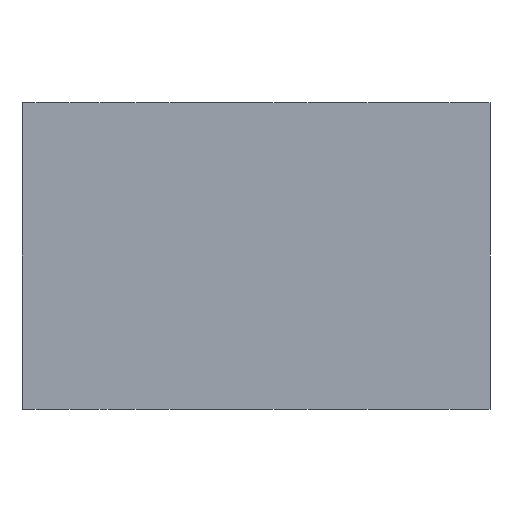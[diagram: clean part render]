
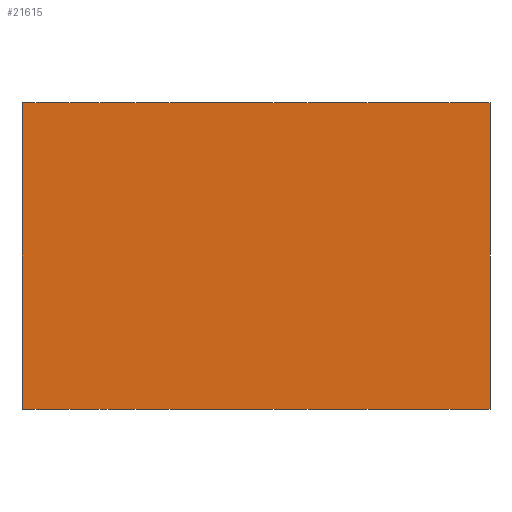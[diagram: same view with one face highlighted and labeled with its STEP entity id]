
A CAD part, front view. The second image highlights one B-rep face of the part: STEP entity #21615.
In plain terms, the highlighted planar face has unit normal (0, -1, 0).
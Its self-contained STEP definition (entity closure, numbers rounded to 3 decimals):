
#524 = DIRECTION ( 'NONE',  ( 0., 1., 0. ) ) ;
#1665 = LINE ( 'NONE', #12215, #11537 ) ;
#4045 = EDGE_CURVE ( 'NONE', #20066, #9294, #16905, .T. ) ;
#4408 = VECTOR ( 'NONE', #19021, 1000. ) ;
#4608 = DIRECTION ( 'NONE',  ( -1., 0., 0. ) ) ;
#5044 = ORIENTED_EDGE ( 'NONE', *, *, #4045, .F. ) ;
#5063 = CARTESIAN_POINT ( 'NONE',  ( -61., 0., 40. ) ) ;
#5675 = CARTESIAN_POINT ( 'NONE',  ( 61., 0., 40. ) ) ;
#6211 = CARTESIAN_POINT ( 'NONE',  ( -61., 0., 40. ) ) ;
#9073 = LINE ( 'NONE', #17113, #11064 ) ;
#9294 = VERTEX_POINT ( 'NONE', #14158 ) ;
#9424 = AXIS2_PLACEMENT_3D ( 'NONE', #6211, #524, #4608 ) ;
#10872 = CARTESIAN_POINT ( 'NONE',  ( -61., 0., -40. ) ) ;
#11064 = VECTOR ( 'NONE', #16733, 1000. ) ;
#11537 = VECTOR ( 'NONE', #25915, 1000. ) ;
#12215 = CARTESIAN_POINT ( 'NONE',  ( -61., 0., 40. ) ) ;
#13248 = LINE ( 'NONE', #10872, #4408 ) ;
#13360 = DIRECTION ( 'NONE',  ( 0., 0., -1. ) ) ;
#14158 = CARTESIAN_POINT ( 'NONE',  ( 61., 0., -40. ) ) ;
#15845 = VECTOR ( 'NONE', #13360, 1000. ) ;
#16099 = PLANE ( 'NONE',  #9424 ) ;
#16733 = DIRECTION ( 'NONE',  ( 0., 0., -1. ) ) ;
#16905 = LINE ( 'NONE', #25077, #15845 ) ;
#17113 = CARTESIAN_POINT ( 'NONE',  ( -61., 0., 40. ) ) ;
#17272 = ORIENTED_EDGE ( 'NONE', *, *, #18268, .T. ) ;
#18027 = ORIENTED_EDGE ( 'NONE', *, *, #20839, .F. ) ;
#18268 = EDGE_CURVE ( 'NONE', #19067, #9294, #13248, .T. ) ;
#19021 = DIRECTION ( 'NONE',  ( 1., 0., 0. ) ) ;
#19067 = VERTEX_POINT ( 'NONE', #23657 ) ;
#20066 = VERTEX_POINT ( 'NONE', #5675 ) ;
#20412 = FACE_OUTER_BOUND ( 'NONE', #23907, .T. ) ;
#20570 = VERTEX_POINT ( 'NONE', #5063 ) ;
#20839 = EDGE_CURVE ( 'NONE', #20570, #20066, #1665, .T. ) ;
#21615 = ADVANCED_FACE ( 'NONE', ( #20412 ), #16099, .F. ) ;
#22104 = EDGE_CURVE ( 'NONE', #20570, #19067, #9073, .T. ) ;
#23657 = CARTESIAN_POINT ( 'NONE',  ( -61., 0., -40. ) ) ;
#23783 = ORIENTED_EDGE ( 'NONE', *, *, #22104, .T. ) ;
#23907 = EDGE_LOOP ( 'NONE', ( #17272, #5044, #18027, #23783 ) ) ;
#25077 = CARTESIAN_POINT ( 'NONE',  ( 61., 0., 40. ) ) ;
#25915 = DIRECTION ( 'NONE',  ( 1., 0., 0. ) ) ;
